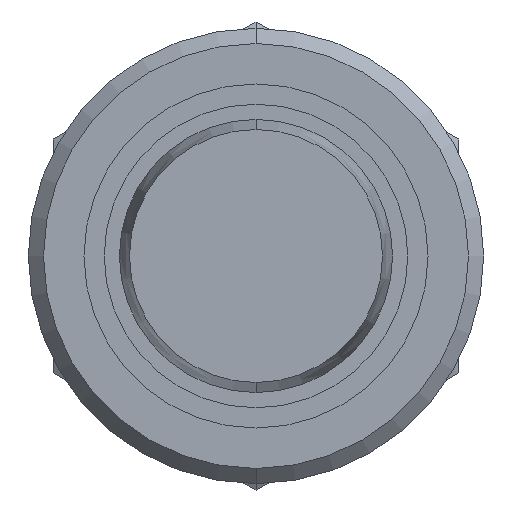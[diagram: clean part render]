
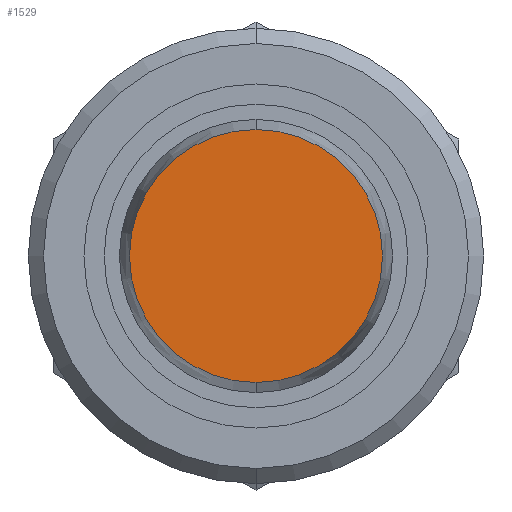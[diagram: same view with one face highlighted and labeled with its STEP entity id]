
A CAD part, front view. The second image highlights one B-rep face of the part: STEP entity #1529.
In plain terms, the highlighted planar face has unit normal (0, -1, 0).
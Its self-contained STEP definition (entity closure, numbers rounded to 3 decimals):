
#5=CARTESIAN_POINT('',(0.,-11.75,0.));
#6=DIRECTION('',(0.,-1.,0.));
#7=DIRECTION('',(0.,0.,-1.));
#8=AXIS2_PLACEMENT_3D('',#5,#6,#7);
#14=CARTESIAN_POINT('',(0.,-11.75,0.));
#15=DIRECTION('',(0.,1.,0.));
#16=DIRECTION('',(0.,0.,-1.));
#17=AXIS2_PLACEMENT_3D('',#14,#15,#16);
#1345=CARTESIAN_POINT('',(0.,-11.75,-2.5));
#1347=VERTEX_POINT('',#1345);
#1355=CARTESIAN_POINT('',(0.,-11.75,2.5));
#1357=VERTEX_POINT('',#1355);
#1518=CARTESIAN_POINT('',(0.,-11.75,0.));
#1519=DIRECTION('',(0.,1.,0.));
#1520=DIRECTION('',(0.,0.,-1.));
#1521=AXIS2_PLACEMENT_3D('',#1518,#1519,#1520);
#1522=PLANE('',#1521);
#1524=ORIENTED_EDGE('',*,*,#1523,.F.);
#1526=ORIENTED_EDGE('',*,*,#1525,.T.);
#1527=EDGE_LOOP('',(#1524,#1526));
#1528=FACE_OUTER_BOUND('',#1527,.F.);
#9=CIRCLE('',#8,2.5);
#18=CIRCLE('',#17,2.5);
#1523=EDGE_CURVE('',#1347,#1357,#9,.T.);
#1525=EDGE_CURVE('',#1347,#1357,#18,.T.);
#1529=ADVANCED_FACE('',(#1528),#1522,.F.);
